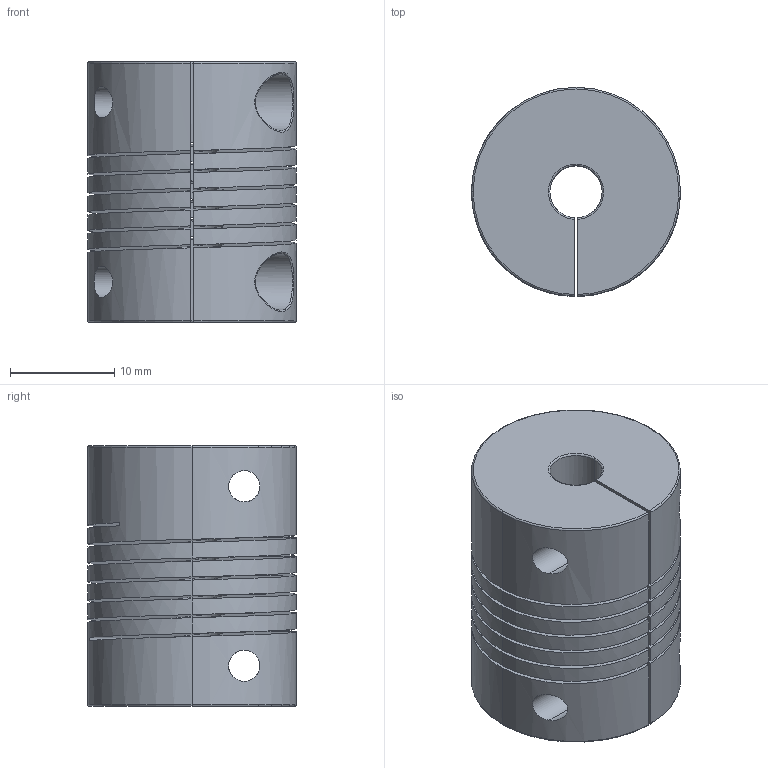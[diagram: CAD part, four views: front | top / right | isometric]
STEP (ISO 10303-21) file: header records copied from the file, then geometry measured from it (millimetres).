
FILE_DESCRIPTION (( 'STEP AP214' ), '1' );
FILE_NAME ('5mm x 6mm Flexible Coupling.step', '2015-01-21T14:41:01', ( 'Mark' ), ( '' ), 'SwSTEP 2.0', 'SolidWorks 2013', '' );
FILE_SCHEMA (( 'AUTOMOTIVE_DESIGN' ));
Length unit declared in the file: millimetre
Products named in the file (1): 5mm x 6mm Flexible Coupling
Bounding box: 20 x 20 x 25 mm (x, y, z)
Volume: 6289.2 mm3; surface area: 6577.7 mm2
Topology: 6 solids, 6 shells, 106 faces, 268 edges, 176 vertices
Faces by surface type: cylinder 55, plane 21, bspline 18, torus 12
Entity records: 7981 total; most frequent: CARTESIAN_POINT 5683, ORIENTED_EDGE 536, DIRECTION 374, EDGE_CURVE 268, VERTEX_POINT 176, AXIS2_PLACEMENT_3D 147, EDGE_LOOP 116, ADVANCED_FACE 106
